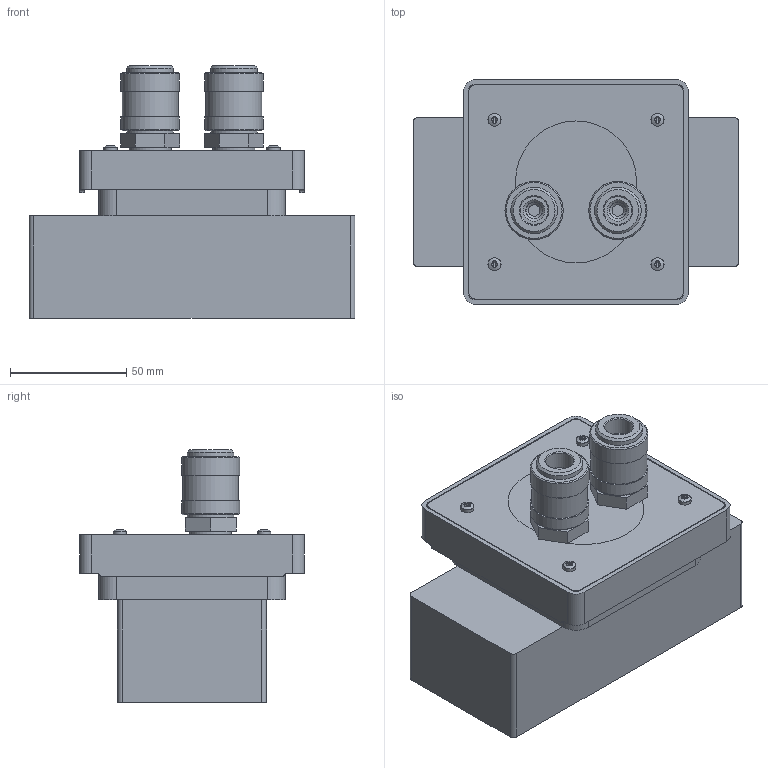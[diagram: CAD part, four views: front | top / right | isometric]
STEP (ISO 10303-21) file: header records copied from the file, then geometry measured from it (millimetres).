
FILE_DESCRIPTION(/* description */ ('zu Kabelkanal 130'),/* implementation_level */ '2;1');
FILE_NAME(/* name */ '320741-0.step',/* time_stamp */ '2021-09-06T13:16:50+02:00',/* author */ ('MuellerJ'),/* organization */ (''),/* preprocessor_version */ 'ST-DEVELOPER v18.1',/* originating_system */ 'Autodesk Inventor 2021',/* authorisation */ '');
FILE_SCHEMA (('AUTOMOTIVE_DESIGN { 1 0 10303 214 3 1 1 }'));
Length unit declared in the file: millimetre
Products named in the file (13): 32-0741-0BG.001; leer; leer_1; leer_2; leer_3; leer_4; leer_5; 589245-900-00.000-01; leer_6; leer_7; leer_8; leer_9; leer_10
Assembly tree (23 placements, depth 2):
  32-0741-0BG.001
    leer  x4
    leer_1
    leer_2  x2
    leer_3
    leer_4  x2
    leer_5  x6
    589245-900-00.000-01
    leer_6
    leer_7
    leer_8
    leer_9
    leer_10  x2
Bounding box: 140 x 96.5 x 108.5 mm (x, y, z)
Volume: 568975.7 mm3; surface area: 143400.9 mm2
Topology: 22 solids, 22 shells, 601 faces, 1391 edges, 886 vertices
Faces by surface type: plane 354, cylinder 130, cone 78, torus 35, sphere 4
Full cylindrical faces by diameter (mm): 2.9 x4, 3 x2, 4 x4, 5 x3, 5.6 x4, 7.3 x2, 8 x1, 8.4 x2, 10 x5, 11 x1, 11.445 x4, 11.65 x4, 12 x4, 12.5 x2, 13.093 x2, 13.2 x6, 14 x4, 14.5 x2, 14.95 x1, 15 x2, 16.4 x2, 16.7 x4, 16.75 x2, 17 x2, 18 x6, 18.5 x1, 19.63 x2, 20 x8, 24 x2, 25 x4
Entity records: 11076 total; most frequent: CARTESIAN_POINT 2076, DIRECTION 1870, ORIENTED_EDGE 1674, EDGE_CURVE 837, AXIS2_PLACEMENT_3D 702, VERTEX_POINT 532, LINE 466, VECTOR 466
